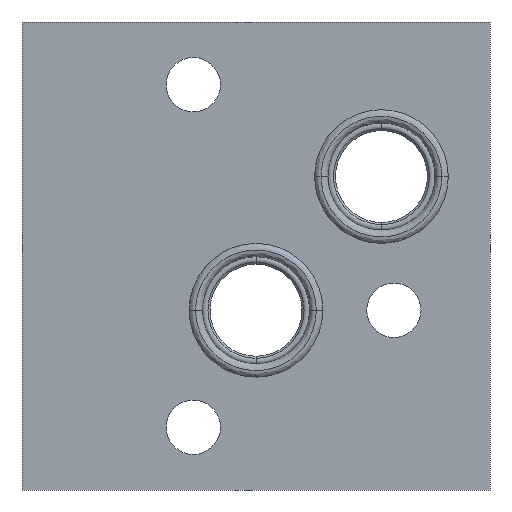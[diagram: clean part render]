
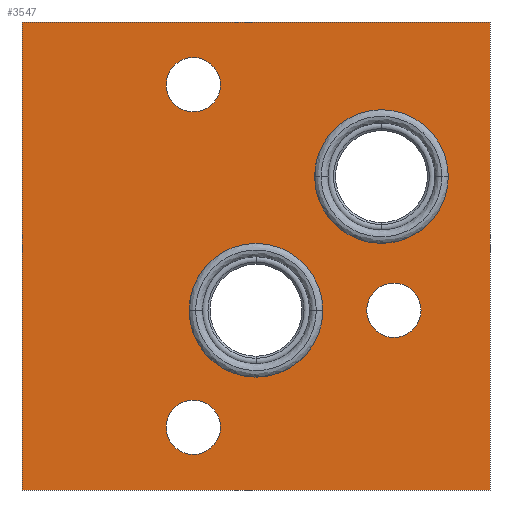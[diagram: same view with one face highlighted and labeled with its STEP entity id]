
A CAD part, left-side view. The second image highlights one B-rep face of the part: STEP entity #3547.
In plain terms, the highlighted planar face has unit normal (-1, 0, 0).
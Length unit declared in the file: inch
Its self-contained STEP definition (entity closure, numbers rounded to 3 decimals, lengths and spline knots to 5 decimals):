
#1=DIRECTION('',(0.,-1.,0.));
#2=VECTOR('',#1,3.5);
#3=CARTESIAN_POINT('',(0.,0.,0.));
#4=LINE('',#3,#2);
#17=DIRECTION('',(0.,0.,1.));
#18=VECTOR('',#17,3.5);
#19=CARTESIAN_POINT('',(0.,0.,0.));
#20=LINE('',#19,#18);
#21=CARTESIAN_POINT('',(0.,-2.781,1.344));
#22=DIRECTION('',(1.,0.,0.));
#23=DIRECTION('',(0.,0.,-1.));
#24=AXIS2_PLACEMENT_3D('',#21,#22,#23);
#26=CARTESIAN_POINT('',(0.,-2.781,1.344));
#27=DIRECTION('',(1.,0.,0.));
#28=DIRECTION('',(0.,0.,1.));
#29=AXIS2_PLACEMENT_3D('',#26,#27,#28);
#31=CARTESIAN_POINT('',(0.,-1.281,0.469));
#32=DIRECTION('',(1.,0.,0.));
#33=DIRECTION('',(0.,0.,-1.));
#34=AXIS2_PLACEMENT_3D('',#31,#32,#33);
#36=CARTESIAN_POINT('',(0.,-1.281,0.469));
#37=DIRECTION('',(1.,0.,0.));
#38=DIRECTION('',(0.,0.,1.));
#39=AXIS2_PLACEMENT_3D('',#36,#37,#38);
#41=CARTESIAN_POINT('',(0.,-1.281,3.031));
#42=DIRECTION('',(1.,0.,0.));
#43=DIRECTION('',(0.,0.,-1.));
#44=AXIS2_PLACEMENT_3D('',#41,#42,#43);
#46=CARTESIAN_POINT('',(0.,-1.281,3.031));
#47=DIRECTION('',(1.,0.,0.));
#48=DIRECTION('',(0.,0.,1.));
#49=AXIS2_PLACEMENT_3D('',#46,#47,#48);
#51=CARTESIAN_POINT('',(0.,-2.688,2.344));
#52=DIRECTION('',(1.,0.,0.));
#53=DIRECTION('',(0.,0.,-1.));
#54=AXIS2_PLACEMENT_3D('',#51,#52,#53);
#56=CARTESIAN_POINT('',(0.,-2.688,2.344));
#57=DIRECTION('',(1.,0.,0.));
#58=DIRECTION('',(0.,0.,1.));
#59=AXIS2_PLACEMENT_3D('',#56,#57,#58);
#61=CARTESIAN_POINT('',(0.,-1.75,1.344));
#62=DIRECTION('',(1.,0.,0.));
#63=DIRECTION('',(0.,0.,-1.));
#64=AXIS2_PLACEMENT_3D('',#61,#62,#63);
#66=CARTESIAN_POINT('',(0.,-1.75,1.344));
#67=DIRECTION('',(1.,0.,0.));
#68=DIRECTION('',(0.,0.,1.));
#69=AXIS2_PLACEMENT_3D('',#66,#67,#68);
#2583=DIRECTION('',(0.,0.,1.));
#2584=VECTOR('',#2583,3.5);
#2585=CARTESIAN_POINT('',(0.,-3.5,0.));
#2586=LINE('',#2585,#2584);
#2587=DIRECTION('',(0.,-1.,0.));
#2588=VECTOR('',#2587,3.5);
#2589=CARTESIAN_POINT('',(0.,0.,3.5));
#2590=LINE('',#2589,#2588);
#3061=CARTESIAN_POINT('',(0.,0.,0.));
#3062=CARTESIAN_POINT('',(0.,-3.5,0.));
#3063=VERTEX_POINT('',#3061);
#3064=VERTEX_POINT('',#3062);
#3069=CARTESIAN_POINT('',(0.,0.,3.5));
#3070=CARTESIAN_POINT('',(0.,-3.5,3.5));
#3071=VERTEX_POINT('',#3069);
#3072=VERTEX_POINT('',#3070);
#3077=CARTESIAN_POINT('',(0.,-2.781,1.141));
#3078=CARTESIAN_POINT('',(0.,-2.781,1.547));
#3079=VERTEX_POINT('',#3077);
#3080=VERTEX_POINT('',#3078);
#3081=CARTESIAN_POINT('',(0.,-1.281,0.266));
#3082=CARTESIAN_POINT('',(0.,-1.281,0.672));
#3083=VERTEX_POINT('',#3081);
#3084=VERTEX_POINT('',#3082);
#3085=CARTESIAN_POINT('',(0.,-1.281,2.828));
#3086=CARTESIAN_POINT('',(0.,-1.281,3.234));
#3087=VERTEX_POINT('',#3085);
#3088=VERTEX_POINT('',#3086);
#3105=CARTESIAN_POINT('',(0.,-2.688,1.844));
#3106=CARTESIAN_POINT('',(0.,-2.688,2.844));
#3107=VERTEX_POINT('',#3105);
#3108=VERTEX_POINT('',#3106);
#3125=CARTESIAN_POINT('',(0.,-1.75,0.844));
#3126=CARTESIAN_POINT('',(0.,-1.75,1.844));
#3127=VERTEX_POINT('',#3125);
#3128=VERTEX_POINT('',#3126);
#3503=CARTESIAN_POINT('',(0.,0.,0.));
#3504=DIRECTION('',(-1.,0.,0.));
#3505=DIRECTION('',(0.,-1.,0.));
#3506=AXIS2_PLACEMENT_3D('',#3503,#3504,#3505);
#3507=PLANE('',#3506);
#3508=ORIENTED_EDGE('',*,*,#3492,.F.);
#3510=ORIENTED_EDGE('',*,*,#3509,.T.);
#3512=ORIENTED_EDGE('',*,*,#3511,.T.);
#3514=ORIENTED_EDGE('',*,*,#3513,.F.);
#3515=EDGE_LOOP('',(#3508,#3510,#3512,#3514));
#3516=FACE_OUTER_BOUND('',#3515,.F.);
#3518=ORIENTED_EDGE('',*,*,#3517,.F.);
#3520=ORIENTED_EDGE('',*,*,#3519,.F.);
#3521=EDGE_LOOP('',(#3518,#3520));
#3522=FACE_BOUND('',#3521,.F.);
#3524=ORIENTED_EDGE('',*,*,#3523,.F.);
#3526=ORIENTED_EDGE('',*,*,#3525,.F.);
#3527=EDGE_LOOP('',(#3524,#3526));
#3528=FACE_BOUND('',#3527,.F.);
#3530=ORIENTED_EDGE('',*,*,#3529,.F.);
#3532=ORIENTED_EDGE('',*,*,#3531,.F.);
#3533=EDGE_LOOP('',(#3530,#3532));
#3534=FACE_BOUND('',#3533,.F.);
#3536=ORIENTED_EDGE('',*,*,#3535,.F.);
#3538=ORIENTED_EDGE('',*,*,#3537,.F.);
#3539=EDGE_LOOP('',(#3536,#3538));
#3540=FACE_BOUND('',#3539,.F.);
#3542=ORIENTED_EDGE('',*,*,#3541,.F.);
#3544=ORIENTED_EDGE('',*,*,#3543,.F.);
#3545=EDGE_LOOP('',(#3542,#3544));
#3546=FACE_BOUND('',#3545,.F.);
#3547=ADVANCED_FACE('',(#3516,#3522,#3528,#3534,#3540,#3546),#3507,.T.);
#25=CIRCLE('',#24,0.203);
#30=CIRCLE('',#29,0.203);
#35=CIRCLE('',#34,0.203);
#40=CIRCLE('',#39,0.203);
#45=CIRCLE('',#44,0.203);
#50=CIRCLE('',#49,0.203);
#55=CIRCLE('',#54,0.5);
#60=CIRCLE('',#59,0.5);
#65=CIRCLE('',#64,0.5);
#70=CIRCLE('',#69,0.5);
#3492=EDGE_CURVE('',#3063,#3064,#4,.T.);
#3509=EDGE_CURVE('',#3063,#3071,#20,.T.);
#3511=EDGE_CURVE('',#3071,#3072,#2590,.T.);
#3513=EDGE_CURVE('',#3064,#3072,#2586,.T.);
#3517=EDGE_CURVE('',#3079,#3080,#25,.T.);
#3519=EDGE_CURVE('',#3080,#3079,#30,.T.);
#3523=EDGE_CURVE('',#3083,#3084,#35,.T.);
#3525=EDGE_CURVE('',#3084,#3083,#40,.T.);
#3529=EDGE_CURVE('',#3087,#3088,#45,.T.);
#3531=EDGE_CURVE('',#3088,#3087,#50,.T.);
#3535=EDGE_CURVE('',#3107,#3108,#55,.T.);
#3537=EDGE_CURVE('',#3108,#3107,#60,.T.);
#3541=EDGE_CURVE('',#3127,#3128,#65,.T.);
#3543=EDGE_CURVE('',#3128,#3127,#70,.T.);
